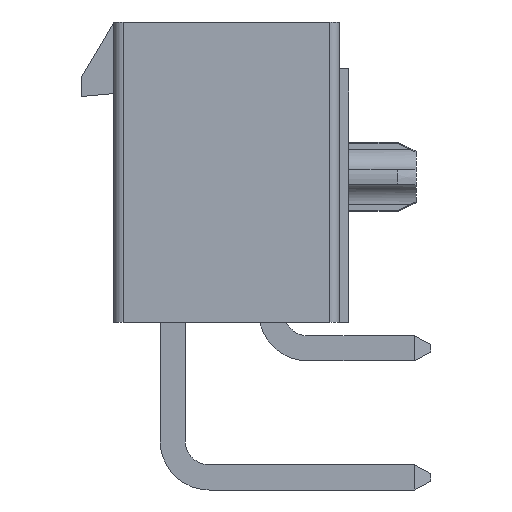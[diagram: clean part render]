
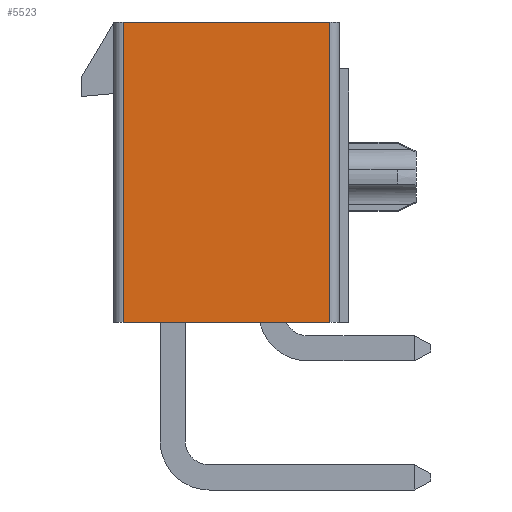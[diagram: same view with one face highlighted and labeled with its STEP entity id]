
A CAD part, left-side view. The second image highlights one B-rep face of the part: STEP entity #5523.
In plain terms, the highlighted planar face has unit normal (-1, 0, 0).
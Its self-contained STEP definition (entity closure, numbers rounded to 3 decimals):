
#26=DIRECTION('',(0.,1.,0.));
#27=VECTOR('',#26,8.8);
#28=CARTESIAN_POINT('',(-13.2,0.8,0.));
#29=LINE('',#28,#27);
#311=DIRECTION('',(0.,0.,1.));
#312=VECTOR('',#311,12.8);
#313=CARTESIAN_POINT('',(-13.2,9.6,-12.8));
#314=LINE('',#313,#312);
#320=DIRECTION('',(0.,0.,1.));
#321=VECTOR('',#320,12.8);
#322=CARTESIAN_POINT('',(-13.2,0.8,-12.8));
#323=LINE('',#322,#321);
#891=DIRECTION('',(0.,1.,0.));
#892=VECTOR('',#891,8.8);
#893=CARTESIAN_POINT('',(-13.2,0.8,-12.8));
#894=LINE('',#893,#892);
#4185=CARTESIAN_POINT('',(-13.2,9.6,0.));
#4186=VERTEX_POINT('',#4185);
#4187=CARTESIAN_POINT('',(-13.2,9.6,-12.8));
#4188=VERTEX_POINT('',#4187);
#4189=CARTESIAN_POINT('',(-13.2,0.8,-12.8));
#4190=CARTESIAN_POINT('',(-13.2,0.8,0.));
#4191=VERTEX_POINT('',#4189);
#4192=VERTEX_POINT('',#4190);
#5510=CARTESIAN_POINT('',(-13.2,0.4,0.));
#5511=DIRECTION('',(-1.,0.,0.));
#5512=DIRECTION('',(0.,1.,0.));
#5513=AXIS2_PLACEMENT_3D('',#5510,#5511,#5512);
#5514=PLANE('',#5513);
#5515=ORIENTED_EDGE('',*,*,#5503,.T.);
#5516=ORIENTED_EDGE('',*,*,#5292,.F.);
#5518=ORIENTED_EDGE('',*,*,#5517,.F.);
#5520=ORIENTED_EDGE('',*,*,#5519,.T.);
#5521=EDGE_LOOP('',(#5515,#5516,#5518,#5520));
#5522=FACE_OUTER_BOUND('',#5521,.F.);
#5523=ADVANCED_FACE('',(#5522),#5514,.T.);
#5292=EDGE_CURVE('',#4192,#4186,#29,.T.);
#5503=EDGE_CURVE('',#4188,#4186,#314,.T.);
#5517=EDGE_CURVE('',#4191,#4192,#323,.T.);
#5519=EDGE_CURVE('',#4191,#4188,#894,.T.);
